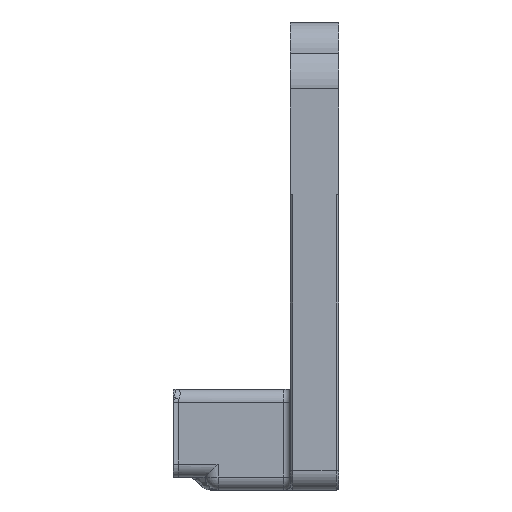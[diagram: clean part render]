
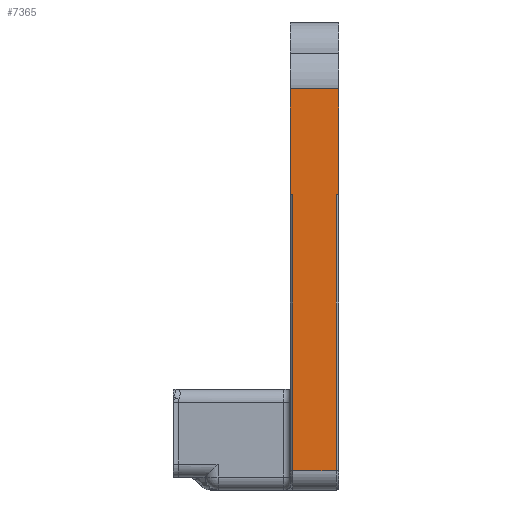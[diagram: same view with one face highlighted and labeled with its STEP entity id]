
A CAD part, left-side view. The second image highlights one B-rep face of the part: STEP entity #7365.
In plain terms, the highlighted planar face has unit normal (-1, 0, 0).
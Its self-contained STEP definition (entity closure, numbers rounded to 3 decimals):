
#3 = EDGE_CURVE ( 'NONE', #4663, #12899, #10243, .T. ) ;
#108 = ORIENTED_EDGE ( 'NONE', *, *, #8653, .F. ) ;
#114 = DIRECTION ( 'NONE',  ( 0., 0., 1. ) ) ;
#183 = VECTOR ( 'NONE', #10949, 1000. ) ;
#239 = EDGE_CURVE ( 'NONE', #2331, #818, #9814, .T. ) ;
#263 = LINE ( 'NONE', #11925, #9393 ) ;
#290 = CARTESIAN_POINT ( 'NONE',  ( -219.638, -62.047, 45.684 ) ) ;
#340 = VECTOR ( 'NONE', #2516, 1000. ) ;
#818 = VERTEX_POINT ( 'NONE', #4983 ) ;
#1133 = EDGE_CURVE ( 'NONE', #4663, #4586, #1210, .T. ) ;
#1210 = LINE ( 'NONE', #4304, #4177 ) ;
#2065 = DIRECTION ( 'NONE',  ( 0., 0., -1. ) ) ;
#2196 = CARTESIAN_POINT ( 'NONE',  ( -219.638, 8.593, 29.384 ) ) ;
#2212 = DIRECTION ( 'NONE',  ( 1., 0., 0. ) ) ;
#2226 = VERTEX_POINT ( 'NONE', #4617 ) ;
#2331 = VERTEX_POINT ( 'NONE', #9106 ) ;
#2516 = DIRECTION ( 'NONE',  ( 0., 0., -1. ) ) ;
#2857 = ORIENTED_EDGE ( 'NONE', *, *, #8838, .F. ) ;
#3031 = VECTOR ( 'NONE', #3449, 1000. ) ;
#3083 = DIRECTION ( 'NONE',  ( 0., 1., 0. ) ) ;
#3408 = ORIENTED_EDGE ( 'NONE', *, *, #7005, .F. ) ;
#3449 = DIRECTION ( 'NONE',  ( 0., 1., 0. ) ) ;
#3659 = CARTESIAN_POINT ( 'NONE',  ( -219.638, 1.493, -13.116 ) ) ;
#3743 = CARTESIAN_POINT ( 'NONE',  ( -219.638, 8.193, -13.116 ) ) ;
#4011 = ORIENTED_EDGE ( 'NONE', *, *, #239, .F. ) ;
#4061 = FACE_OUTER_BOUND ( 'NONE', #10348, .T. ) ;
#4177 = VECTOR ( 'NONE', #114, 1000. ) ;
#4266 = PLANE ( 'NONE',  #6527 ) ;
#4304 = CARTESIAN_POINT ( 'NONE',  ( -219.638, 1.493, -13.116 ) ) ;
#4439 = ORIENTED_EDGE ( 'NONE', *, *, #1133, .T. ) ;
#4586 = VERTEX_POINT ( 'NONE', #8984 ) ;
#4617 = CARTESIAN_POINT ( 'NONE',  ( -219.638, 8.193, 29.384 ) ) ;
#4663 = VERTEX_POINT ( 'NONE', #3659 ) ;
#4983 = CARTESIAN_POINT ( 'NONE',  ( -219.638, 1.093, 29.384 ) ) ;
#5005 = EDGE_CURVE ( 'NONE', #12697, #7800, #263, .T. ) ;
#5285 = DIRECTION ( 'NONE',  ( 0., 0., 1. ) ) ;
#5471 = DIRECTION ( 'NONE',  ( 0., 1., 0. ) ) ;
#5537 = VECTOR ( 'NONE', #3083, 1000. ) ;
#5638 = LINE ( 'NONE', #7624, #183 ) ;
#6487 = CARTESIAN_POINT ( 'NONE',  ( -219.638, -62.047, 29.384 ) ) ;
#6527 = AXIS2_PLACEMENT_3D ( 'NONE', #9307, #2212, #2065 ) ;
#7005 = EDGE_CURVE ( 'NONE', #12899, #2226, #5638, .T. ) ;
#7009 = EDGE_CURVE ( 'NONE', #2331, #7800, #9664, .T. ) ;
#7312 = CARTESIAN_POINT ( 'NONE',  ( -219.638, -62.047, 29.384 ) ) ;
#7365 = ADVANCED_FACE ( 'NONE', ( #4061 ), #4266, .F. ) ;
#7624 = CARTESIAN_POINT ( 'NONE',  ( -219.638, 8.193, 34.884 ) ) ;
#7800 = VERTEX_POINT ( 'NONE', #10645 ) ;
#8411 = CARTESIAN_POINT ( 'NONE',  ( -219.638, 1.093, -13.116 ) ) ;
#8653 = EDGE_CURVE ( 'NONE', #818, #4586, #12407, .T. ) ;
#8666 = CARTESIAN_POINT ( 'NONE',  ( -219.638, 1.093, 29.384 ) ) ;
#8735 = VECTOR ( 'NONE', #5471, 1000. ) ;
#8838 = EDGE_CURVE ( 'NONE', #2226, #12697, #12939, .T. ) ;
#8984 = CARTESIAN_POINT ( 'NONE',  ( -219.638, 1.493, 29.384 ) ) ;
#9106 = CARTESIAN_POINT ( 'NONE',  ( -219.638, 1.093, 45.684 ) ) ;
#9162 = VECTOR ( 'NONE', #9346, 1000. ) ;
#9307 = CARTESIAN_POINT ( 'NONE',  ( -219.638, 1.093, -13.116 ) ) ;
#9346 = DIRECTION ( 'NONE',  ( 0., 1., 0. ) ) ;
#9393 = VECTOR ( 'NONE', #5285, 1000. ) ;
#9664 = LINE ( 'NONE', #290, #3031 ) ;
#9814 = LINE ( 'NONE', #8666, #340 ) ;
#10243 = LINE ( 'NONE', #8411, #5537 ) ;
#10348 = EDGE_LOOP ( 'NONE', ( #2857, #3408, #12507, #4439, #108, #4011, #10521, #12300 ) ) ;
#10521 = ORIENTED_EDGE ( 'NONE', *, *, #7009, .T. ) ;
#10645 = CARTESIAN_POINT ( 'NONE',  ( -219.638, 8.593, 45.684 ) ) ;
#10949 = DIRECTION ( 'NONE',  ( 0., 0., 1. ) ) ;
#11925 = CARTESIAN_POINT ( 'NONE',  ( -219.638, 8.593, 29.384 ) ) ;
#12300 = ORIENTED_EDGE ( 'NONE', *, *, #5005, .F. ) ;
#12407 = LINE ( 'NONE', #7312, #9162 ) ;
#12507 = ORIENTED_EDGE ( 'NONE', *, *, #3, .F. ) ;
#12697 = VERTEX_POINT ( 'NONE', #2196 ) ;
#12899 = VERTEX_POINT ( 'NONE', #3743 ) ;
#12939 = LINE ( 'NONE', #6487, #8735 ) ;
